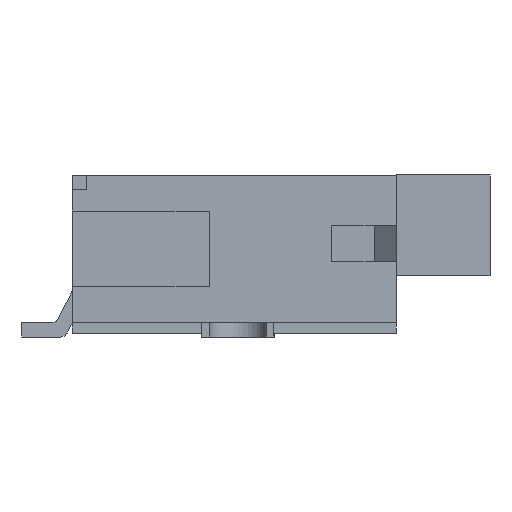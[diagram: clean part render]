
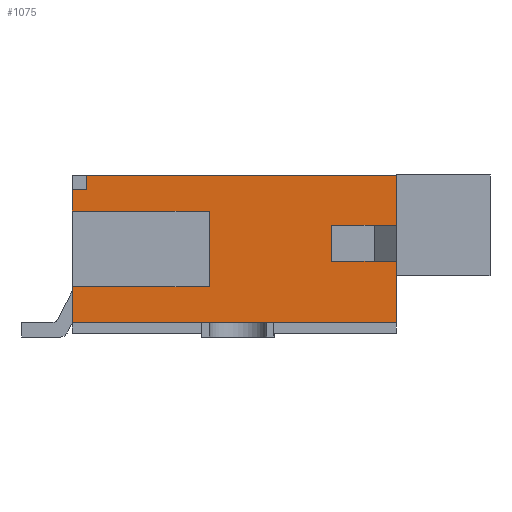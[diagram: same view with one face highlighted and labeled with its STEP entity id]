
A CAD part, left-side view. The second image highlights one B-rep face of the part: STEP entity #1075.
In plain terms, the highlighted planar face has unit normal (-1, 0, 0).
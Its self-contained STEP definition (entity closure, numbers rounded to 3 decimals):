
#1075 = ADVANCED_FACE( '', ( #2040 ), #2041, .T. );
#2040 = FACE_OUTER_BOUND( '', #2963, .T. );
#2041 = PLANE( '', #2964 );
#2963 = EDGE_LOOP( '', ( #5977, #5978, #5979, #5980, #5981, #5982, #5983, #5984, #5985, #5986, #5987, #5988, #5989, #5990 ) );
#2964 = AXIS2_PLACEMENT_3D( '', #5991, #5992, #5993 );
#5977 = ORIENTED_EDGE( '', *, *, #7064, .F. );
#5978 = ORIENTED_EDGE( '', *, *, #6855, .F. );
#5979 = ORIENTED_EDGE( '', *, *, #6462, .T. );
#5980 = ORIENTED_EDGE( '', *, *, #7523, .F. );
#5981 = ORIENTED_EDGE( '', *, *, #6685, .T. );
#5982 = ORIENTED_EDGE( '', *, *, #7324, .T. );
#5983 = ORIENTED_EDGE( '', *, *, #6458, .T. );
#5984 = ORIENTED_EDGE( '', *, *, #7206, .F. );
#5985 = ORIENTED_EDGE( '', *, *, #6311, .T. );
#5986 = ORIENTED_EDGE( '', *, *, #6639, .T. );
#5987 = ORIENTED_EDGE( '', *, *, #7192, .T. );
#5988 = ORIENTED_EDGE( '', *, *, #6975, .T. );
#5989 = ORIENTED_EDGE( '', *, *, #7542, .T. );
#5990 = ORIENTED_EDGE( '', *, *, #7456, .T. );
#5991 = CARTESIAN_POINT( '', ( -8.3, 0., 0. ) );
#5992 = DIRECTION( '', ( -1., 0., 0. ) );
#5993 = DIRECTION( '', ( 0., 0., 1. ) );
#6311 = EDGE_CURVE( '', #7655, #7653, #7656, .T. );
#6458 = EDGE_CURVE( '', #7942, #7940, #7943, .T. );
#6462 = EDGE_CURVE( '', #7950, #7948, #7951, .T. );
#6639 = EDGE_CURVE( '', #7653, #8262, #8264, .T. );
#6685 = EDGE_CURVE( '', #8331, #8335, #8337, .T. );
#6855 = EDGE_CURVE( '', #7950, #8589, #8590, .T. );
#6975 = EDGE_CURVE( '', #8779, #8777, #8780, .T. );
#7064 = EDGE_CURVE( '', #8589, #8917, #8918, .T. );
#7192 = EDGE_CURVE( '', #8262, #8779, #9090, .T. );
#7206 = EDGE_CURVE( '', #7655, #7940, #9107, .T. );
#7324 = EDGE_CURVE( '', #8335, #7942, #9259, .T. );
#7456 = EDGE_CURVE( '', #9414, #8917, #9415, .T. );
#7523 = EDGE_CURVE( '', #8331, #7948, #9483, .T. );
#7542 = EDGE_CURVE( '', #8777, #9414, #9502, .T. );
#7653 = VERTEX_POINT( '', #9645 );
#7655 = VERTEX_POINT( '', #9648 );
#7656 = LINE( '', #9649, #9650 );
#7940 = VERTEX_POINT( '', #10072 );
#7942 = VERTEX_POINT( '', #10075 );
#7943 = LINE( '', #10076, #10077 );
#7948 = VERTEX_POINT( '', #10084 );
#7950 = VERTEX_POINT( '', #10087 );
#7951 = LINE( '', #10088, #10089 );
#8262 = VERTEX_POINT( '', #10545 );
#8264 = LINE( '', #10548, #10549 );
#8331 = VERTEX_POINT( '', #10640 );
#8335 = VERTEX_POINT( '', #10646 );
#8337 = LINE( '', #10649, #10650 );
#8589 = VERTEX_POINT( '', #11016 );
#8590 = LINE( '', #11017, #11018 );
#8777 = VERTEX_POINT( '', #11284 );
#8779 = VERTEX_POINT( '', #11287 );
#8780 = LINE( '', #11288, #11289 );
#8917 = VERTEX_POINT( '', #11487 );
#8918 = LINE( '', #11488, #11489 );
#9090 = LINE( '', #11759, #11760 );
#9107 = LINE( '', #11784, #11785 );
#9259 = LINE( '', #12021, #12022 );
#9414 = VERTEX_POINT( '', #12253 );
#9415 = LINE( '', #12254, #12255 );
#9483 = LINE( '', #12346, #12347 );
#9502 = LINE( '', #12369, #12370 );
#9645 = CARTESIAN_POINT( '', ( -8.3, -2.25, -0.1 ) );
#9648 = CARTESIAN_POINT( '', ( -8.3, -2.25, -0.95 ) );
#9649 = CARTESIAN_POINT( '', ( -8.3, -2.25, -1.1 ) );
#9650 = VECTOR( '', #12449, 1000. );
#10072 = CARTESIAN_POINT( '', ( -8.3, 2.25, -0.95 ) );
#10075 = CARTESIAN_POINT( '', ( -8.3, 2.25, -0.45 ) );
#10076 = CARTESIAN_POINT( '', ( -8.3, 2.25, 1.1 ) );
#10077 = VECTOR( '', #12595, 1000. );
#10084 = CARTESIAN_POINT( '', ( -8.3, 2.25, 0.6 ) );
#10087 = CARTESIAN_POINT( '', ( -8.3, 2.25, 0.9 ) );
#10088 = CARTESIAN_POINT( '', ( -8.3, 2.25, 1.1 ) );
#10089 = VECTOR( '', #12599, 1000. );
#10545 = CARTESIAN_POINT( '', ( -8.3, -1.35, -0.1 ) );
#10548 = CARTESIAN_POINT( '', ( -8.3, -2.25, -0.1 ) );
#10549 = VECTOR( '', #12776, 1000. );
#10640 = CARTESIAN_POINT( '', ( -8.3, 0.35, 0.6 ) );
#10646 = CARTESIAN_POINT( '', ( -8.3, 0.35, -0.45 ) );
#10649 = CARTESIAN_POINT( '', ( -8.3, 0.35, 0.6 ) );
#10650 = VECTOR( '', #12828, 1000. );
#11016 = CARTESIAN_POINT( '', ( -8.3, 2.05, 0.9 ) );
#11017 = CARTESIAN_POINT( '', ( -8.3, 0., 0.9 ) );
#11018 = VECTOR( '', #12985, 1000. );
#11284 = CARTESIAN_POINT( '', ( -8.3, -2.25, 0.4 ) );
#11287 = CARTESIAN_POINT( '', ( -8.3, -1.35, 0.4 ) );
#11288 = CARTESIAN_POINT( '', ( -8.3, -1.35, 0.4 ) );
#11289 = VECTOR( '', #13129, 1000. );
#11487 = CARTESIAN_POINT( '', ( -8.3, 2.05, 1.1 ) );
#11488 = CARTESIAN_POINT( '', ( -8.3, 2.05, 0. ) );
#11489 = VECTOR( '', #13224, 1000. );
#11759 = CARTESIAN_POINT( '', ( -8.3, -1.35, -0.1 ) );
#11760 = VECTOR( '', #13335, 1000. );
#11784 = CARTESIAN_POINT( '', ( -8.3, -2.25, -0.95 ) );
#11785 = VECTOR( '', #13346, 1000. );
#12021 = CARTESIAN_POINT( '', ( -8.3, 0.35, -0.45 ) );
#12022 = VECTOR( '', #13449, 1000. );
#12253 = CARTESIAN_POINT( '', ( -8.3, -2.25, 1.1 ) );
#12254 = CARTESIAN_POINT( '', ( -8.3, -2.25, 1.1 ) );
#12255 = VECTOR( '', #13538, 1000. );
#12346 = CARTESIAN_POINT( '', ( -8.3, 0.35, 0.6 ) );
#12347 = VECTOR( '', #13568, 1000. );
#12369 = CARTESIAN_POINT( '', ( -8.3, -2.25, -1.1 ) );
#12370 = VECTOR( '', #13587, 1000. );
#12449 = DIRECTION( '', ( 0., 0., 1. ) );
#12595 = DIRECTION( '', ( 0., 0., -1. ) );
#12599 = DIRECTION( '', ( 0., 0., -1. ) );
#12776 = DIRECTION( '', ( 0., 1., 0. ) );
#12828 = DIRECTION( '', ( 0., 0., -1. ) );
#12985 = DIRECTION( '', ( 0., -1., 0. ) );
#13129 = DIRECTION( '', ( 0., -1., 0. ) );
#13224 = DIRECTION( '', ( 0., 0., 1. ) );
#13335 = DIRECTION( '', ( 0., 0., 1. ) );
#13346 = DIRECTION( '', ( 0., 1., 0. ) );
#13449 = DIRECTION( '', ( 0., 1., 0. ) );
#13538 = DIRECTION( '', ( 0., 1., 0. ) );
#13568 = DIRECTION( '', ( 0., 1., 0. ) );
#13587 = DIRECTION( '', ( 0., 0., 1. ) );
